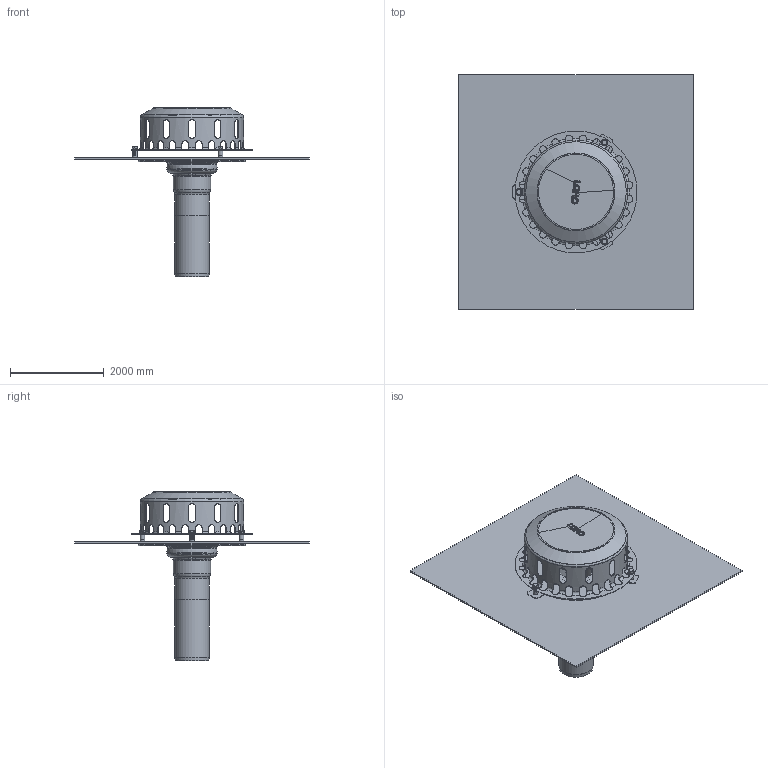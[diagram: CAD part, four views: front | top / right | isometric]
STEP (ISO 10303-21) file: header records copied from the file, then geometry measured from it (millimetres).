
FILE_DESCRIPTION(/* description */ (''),/* implementation_level */ '2;1');
FILE_NAME(/* name */ '15275.070X_3D.stp',/* time_stamp */ '2024-12-11T14:55:51+01:00',/* author */ ('CAD'),/* organization */ (''),/* preprocessor_version */ 'ST-DEVELOPER v20',/* originating_system */ 'AutoCAD Mechanical',/* authorisation */ '');
FILE_SCHEMA (('AUTOMOTIVE_DESIGN { 1 0 10303 214 3 1 1 }'));
Length unit declared in the file: centimetre
Products named in the file (3): Product; EINHEIT; *S1
Assembly tree (2 placements, depth 2):
  Product
    EINHEIT
    *S1
Bounding box: 5000 x 5000 x 3607.5 mm (x, y, z)
Volume: 1092564664.4 mm3; surface area: 101683743.2 mm2
Topology: 16 solids, 16 shells, 615 faces, 1705 edges, 1083 vertices
Faces by surface type: plane 186, cylinder 176, torus 127, cone 118, bspline 5, sphere 3
Full cylindrical faces by diameter (mm): 40 x3, 60 x3, 80 x3, 100 x3, 105 x2, 698 x2, 706 x2, 730 x4, 763 x1, 770 x3, 795 x1, 810 x2, 885 x1, 901 x1, 905 x1, 920 x1, 965 x2, 1010 x1, 2180 x1, 2200 x1, 2600 x1
Entity records: 25847 total; most frequent: CARTESIAN_POINT 9997, ORIENTED_EDGE 3394, DIRECTION 3288, EDGE_CURVE 1697, AXIS2_PLACEMENT_3D 1335, VERTEX_POINT 1083, CIRCLE 692, EDGE_LOOP 688
